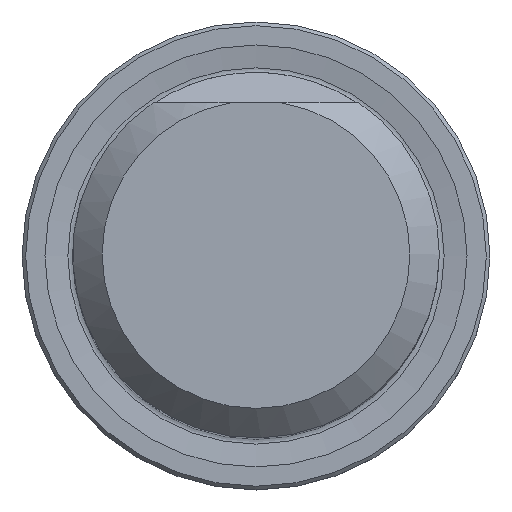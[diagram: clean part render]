
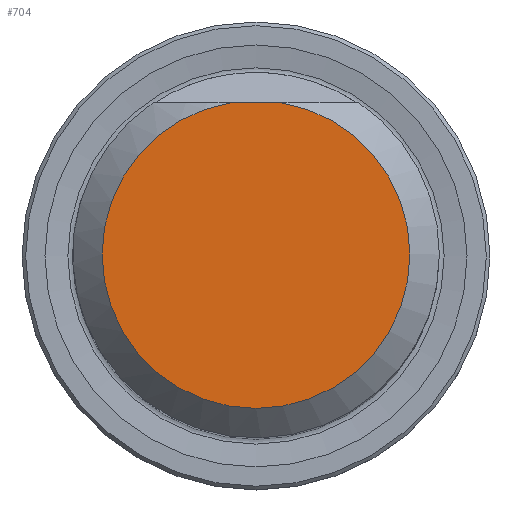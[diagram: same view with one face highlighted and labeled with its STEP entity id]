
A CAD part, top view. The second image highlights one B-rep face of the part: STEP entity #704.
In plain terms, the highlighted planar face has unit normal (0, 0, 1).
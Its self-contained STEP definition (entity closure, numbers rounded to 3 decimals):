
#556=CIRCLE('',#6157,10.492);
#704=ADVANCED_FACE('',(#1111),#994,.T.);
#994=PLANE('',#6158);
#1111=FACE_OUTER_BOUND('',#1398,.T.);
#1398=EDGE_LOOP('',(#1891,#1892));
#1891=ORIENTED_EDGE('',*,*,#4058,.F.);
#1892=ORIENTED_EDGE('',*,*,#4059,.T.);
#3483=VERTEX_POINT('',#8985);
#3484=VERTEX_POINT('',#8986);
#4058=EDGE_CURVE('',#3483,#3484,#5244,.T.);
#4059=EDGE_CURVE('',#3483,#3484,#556,.T.);
#5244=LINE('',#8984,#5590);
#5590=VECTOR('',#7018,1.);
#6157=AXIS2_PLACEMENT_3D('',#8987,#7019,#7020);
#6158=AXIS2_PLACEMENT_3D('',#8988,#7021,#7022);
#7018=DIRECTION('',(1.,0.,0.));
#7019=DIRECTION('',(0.,0.,1.));
#7020=DIRECTION('',(0.,-1.,0.));
#7021=DIRECTION('',(0.,0.,1.));
#7022=DIRECTION('',(0.,-1.,0.));
#8984=CARTESIAN_POINT('',(0.,10.343,56.));
#8985=CARTESIAN_POINT('',(-1.759,10.343,56.));
#8986=CARTESIAN_POINT('',(1.759,10.343,56.));
#8987=CARTESIAN_POINT('',(0.,0.,56.));
#8988=CARTESIAN_POINT('',(0.,0.,56.));
